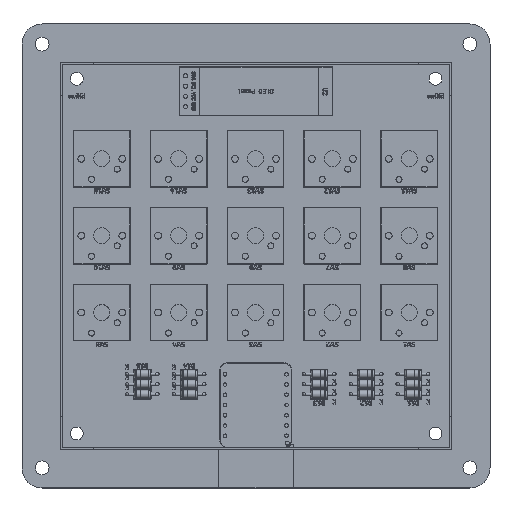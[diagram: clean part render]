
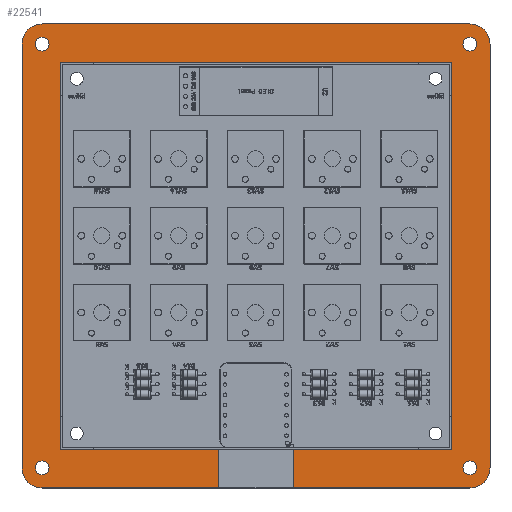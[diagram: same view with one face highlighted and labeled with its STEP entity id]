
A CAD part, top view. The second image highlights one B-rep face of the part: STEP entity #22541.
In plain terms, the highlighted planar face has unit normal (0, 0, 1).
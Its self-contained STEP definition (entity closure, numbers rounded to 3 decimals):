
#864=FACE_BOUND('',#2203,.T.);
#865=FACE_BOUND('',#2204,.T.);
#866=FACE_BOUND('',#2205,.T.);
#867=FACE_BOUND('',#2206,.T.);
#1227=FACE_OUTER_BOUND('',#2202,.T.);
#2202=EDGE_LOOP('',(#21478,#21479,#21480,#21481,#21482,#21483,#21484,#21485,
#21486,#21487,#21488,#21489,#21490,#21491,#21492,#21493));
#2203=EDGE_LOOP('',(#21494));
#2204=EDGE_LOOP('',(#21495));
#2205=EDGE_LOOP('',(#21496));
#2206=EDGE_LOOP('',(#21497));
#4847=LINE('',#39224,#7525);
#4871=LINE('',#39275,#7549);
#4885=LINE('',#39311,#7563);
#4886=LINE('',#39315,#7564);
#4887=LINE('',#39319,#7565);
#4888=LINE('',#39323,#7566);
#4889=LINE('',#39325,#7567);
#4890=LINE('',#39327,#7568);
#4891=LINE('',#39328,#7569);
#4892=LINE('',#39330,#7570);
#4893=LINE('',#39332,#7571);
#4894=LINE('',#39333,#7572);
#7525=VECTOR('',#30838,10.);
#7549=VECTOR('',#30882,10.);
#7563=VECTOR('',#30920,10.);
#7564=VECTOR('',#30923,10.);
#7565=VECTOR('',#30926,10.);
#7566=VECTOR('',#30929,10.);
#7567=VECTOR('',#30930,10.);
#7568=VECTOR('',#30931,10.);
#7569=VECTOR('',#30932,10.);
#7570=VECTOR('',#30933,10.);
#7571=VECTOR('',#30934,10.);
#7572=VECTOR('',#30935,10.);
#8980=CIRCLE('',#24716,5.);
#8982=CIRCLE('',#24719,5.);
#8983=CIRCLE('',#24720,5.);
#8984=CIRCLE('',#24721,5.);
#8985=CIRCLE('',#24722,1.7);
#8986=CIRCLE('',#24723,1.7);
#8987=CIRCLE('',#24724,1.7);
#8988=CIRCLE('',#24725,1.7);
#12836=VERTEX_POINT('',#39221);
#12837=VERTEX_POINT('',#39223);
#12854=VERTEX_POINT('',#39273);
#12860=VERTEX_POINT('',#39301);
#12861=VERTEX_POINT('',#39302);
#12864=VERTEX_POINT('',#39310);
#12865=VERTEX_POINT('',#39312);
#12866=VERTEX_POINT('',#39314);
#12867=VERTEX_POINT('',#39316);
#12868=VERTEX_POINT('',#39318);
#12869=VERTEX_POINT('',#39320);
#12870=VERTEX_POINT('',#39322);
#12871=VERTEX_POINT('',#39324);
#12872=VERTEX_POINT('',#39326);
#12873=VERTEX_POINT('',#39329);
#12874=VERTEX_POINT('',#39331);
#12875=VERTEX_POINT('',#39334);
#12876=VERTEX_POINT('',#39336);
#12877=VERTEX_POINT('',#39338);
#12878=VERTEX_POINT('',#39340);
#16881=EDGE_CURVE('',#12837,#12836,#4847,.T.);
#16907=EDGE_CURVE('',#12836,#12854,#4871,.T.);
#16920=EDGE_CURVE('',#12860,#12861,#8980,.T.);
#16924=EDGE_CURVE('',#12860,#12864,#4885,.T.);
#16925=EDGE_CURVE('',#12865,#12864,#8982,.T.);
#16926=EDGE_CURVE('',#12865,#12866,#4886,.T.);
#16927=EDGE_CURVE('',#12867,#12866,#8983,.T.);
#16928=EDGE_CURVE('',#12867,#12868,#4887,.T.);
#16929=EDGE_CURVE('',#12869,#12868,#8984,.T.);
#16930=EDGE_CURVE('',#12869,#12870,#4888,.T.);
#16931=EDGE_CURVE('',#12870,#12871,#4889,.T.);
#16932=EDGE_CURVE('',#12871,#12872,#4890,.T.);
#16933=EDGE_CURVE('',#12872,#12837,#4891,.T.);
#16934=EDGE_CURVE('',#12854,#12873,#4892,.T.);
#16935=EDGE_CURVE('',#12873,#12874,#4893,.T.);
#16936=EDGE_CURVE('',#12874,#12861,#4894,.T.);
#16937=EDGE_CURVE('',#12875,#12875,#8985,.T.);
#16938=EDGE_CURVE('',#12876,#12876,#8986,.T.);
#16939=EDGE_CURVE('',#12877,#12877,#8987,.T.);
#16940=EDGE_CURVE('',#12878,#12878,#8988,.T.);
#21478=ORIENTED_EDGE('',*,*,#16920,.F.);
#21479=ORIENTED_EDGE('',*,*,#16924,.T.);
#21480=ORIENTED_EDGE('',*,*,#16925,.F.);
#21481=ORIENTED_EDGE('',*,*,#16926,.T.);
#21482=ORIENTED_EDGE('',*,*,#16927,.F.);
#21483=ORIENTED_EDGE('',*,*,#16928,.T.);
#21484=ORIENTED_EDGE('',*,*,#16929,.F.);
#21485=ORIENTED_EDGE('',*,*,#16930,.T.);
#21486=ORIENTED_EDGE('',*,*,#16931,.T.);
#21487=ORIENTED_EDGE('',*,*,#16932,.T.);
#21488=ORIENTED_EDGE('',*,*,#16933,.T.);
#21489=ORIENTED_EDGE('',*,*,#16881,.T.);
#21490=ORIENTED_EDGE('',*,*,#16907,.T.);
#21491=ORIENTED_EDGE('',*,*,#16934,.T.);
#21492=ORIENTED_EDGE('',*,*,#16935,.T.);
#21493=ORIENTED_EDGE('',*,*,#16936,.T.);
#21494=ORIENTED_EDGE('',*,*,#16937,.T.);
#21495=ORIENTED_EDGE('',*,*,#16938,.T.);
#21496=ORIENTED_EDGE('',*,*,#16939,.T.);
#21497=ORIENTED_EDGE('',*,*,#16940,.T.);
#21819=PLANE('',#24718);
#22541=ADVANCED_FACE('',(#1227,#864,#865,#866,#867),#21819,.T.);
#24716=AXIS2_PLACEMENT_3D('',#39303,#30912,#30913);
#24718=AXIS2_PLACEMENT_3D('',#39309,#30918,#30919);
#24719=AXIS2_PLACEMENT_3D('',#39313,#30921,#30922);
#24720=AXIS2_PLACEMENT_3D('',#39317,#30924,#30925);
#24721=AXIS2_PLACEMENT_3D('',#39321,#30927,#30928);
#24722=AXIS2_PLACEMENT_3D('',#39335,#30936,#30937);
#24723=AXIS2_PLACEMENT_3D('',#39337,#30938,#30939);
#24724=AXIS2_PLACEMENT_3D('',#39339,#30940,#30941);
#24725=AXIS2_PLACEMENT_3D('',#39341,#30942,#30943);
#30838=DIRECTION('',(1.,0.,0.));
#30882=DIRECTION('',(0.,-1.,0.));
#30912=DIRECTION('center_axis',(0.,0.,-1.));
#30913=DIRECTION('ref_axis',(0.707,-0.707,0.));
#30918=DIRECTION('center_axis',(0.,0.,1.));
#30919=DIRECTION('ref_axis',(1.,0.,0.));
#30920=DIRECTION('',(0.,1.,0.));
#30921=DIRECTION('center_axis',(0.,0.,-1.));
#30922=DIRECTION('ref_axis',(0.707,0.707,0.));
#30923=DIRECTION('',(-1.,0.,0.));
#30924=DIRECTION('center_axis',(0.,0.,-1.));
#30925=DIRECTION('ref_axis',(-0.707,0.707,0.));
#30926=DIRECTION('',(0.,-1.,0.));
#30927=DIRECTION('center_axis',(0.,0.,-1.));
#30928=DIRECTION('ref_axis',(-0.707,-0.707,0.));
#30929=DIRECTION('',(1.,0.,0.));
#30930=DIRECTION('',(0.,1.,0.));
#30931=DIRECTION('',(-1.,0.,0.));
#30932=DIRECTION('',(0.,1.,0.));
#30933=DIRECTION('',(-1.,0.,0.));
#30934=DIRECTION('',(0.,-1.,0.));
#30935=DIRECTION('',(1.,0.,0.));
#30936=DIRECTION('center_axis',(0.,0.,-1.));
#30937=DIRECTION('ref_axis',(1.,0.,0.));
#30938=DIRECTION('center_axis',(0.,0.,-1.));
#30939=DIRECTION('ref_axis',(1.,0.,0.));
#30940=DIRECTION('center_axis',(0.,0.,-1.));
#30941=DIRECTION('ref_axis',(1.,0.,0.));
#30942=DIRECTION('center_axis',(0.,0.,-1.));
#30943=DIRECTION('ref_axis',(1.,0.,0.));
#39221=CARTESIAN_POINT('',(97.,0.,13.));
#39223=CARTESIAN_POINT('',(0.,0.,13.));
#39224=CARTESIAN_POINT('',(0.,0.,13.));
#39273=CARTESIAN_POINT('',(97.,-96.,13.));
#39275=CARTESIAN_POINT('',(97.,0.,13.));
#39301=CARTESIAN_POINT('',(106.5,-100.5,13.));
#39302=CARTESIAN_POINT('',(101.5,-105.5,13.));
#39303=CARTESIAN_POINT('Origin',(101.5,-100.5,13.));
#39309=CARTESIAN_POINT('Origin',(-4.5,4.5,13.));
#39310=CARTESIAN_POINT('',(106.5,4.5,13.));
#39311=CARTESIAN_POINT('',(106.5,9.5,13.));
#39312=CARTESIAN_POINT('',(101.5,9.5,13.));
#39313=CARTESIAN_POINT('Origin',(101.5,4.5,13.));
#39314=CARTESIAN_POINT('',(-4.5,9.5,13.));
#39315=CARTESIAN_POINT('',(-9.5,9.5,13.));
#39316=CARTESIAN_POINT('',(-9.5,4.5,13.));
#39317=CARTESIAN_POINT('Origin',(-4.5,4.5,13.));
#39318=CARTESIAN_POINT('',(-9.5,-100.5,13.));
#39319=CARTESIAN_POINT('',(-9.5,-105.5,13.));
#39320=CARTESIAN_POINT('',(-4.5,-105.5,13.));
#39321=CARTESIAN_POINT('Origin',(-4.5,-100.5,13.));
#39322=CARTESIAN_POINT('',(39.25,-105.5,13.));
#39323=CARTESIAN_POINT('',(106.5,-105.5,13.));
#39324=CARTESIAN_POINT('',(39.25,-96.,13.));
#39325=CARTESIAN_POINT('',(39.25,-50.5,13.));
#39326=CARTESIAN_POINT('',(0.,-96.,13.));
#39327=CARTESIAN_POINT('',(97.,-96.,13.));
#39328=CARTESIAN_POINT('',(0.,-96.,13.));
#39329=CARTESIAN_POINT('',(57.75,-96.,13.));
#39330=CARTESIAN_POINT('',(97.,-96.,13.));
#39331=CARTESIAN_POINT('',(57.75,-105.5,13.));
#39332=CARTESIAN_POINT('',(57.75,-45.75,13.));
#39333=CARTESIAN_POINT('',(106.5,-105.5,13.));
#39334=CARTESIAN_POINT('',(-6.2,4.5,13.));
#39335=CARTESIAN_POINT('Origin',(-4.5,4.5,13.));
#39336=CARTESIAN_POINT('',(99.8,-100.5,13.));
#39337=CARTESIAN_POINT('Origin',(101.5,-100.5,13.));
#39338=CARTESIAN_POINT('',(99.8,4.5,13.));
#39339=CARTESIAN_POINT('Origin',(101.5,4.5,13.));
#39340=CARTESIAN_POINT('',(-6.2,-100.5,13.));
#39341=CARTESIAN_POINT('Origin',(-4.5,-100.5,13.));
